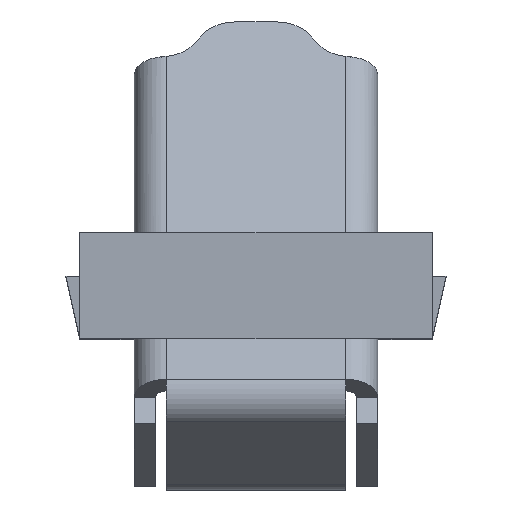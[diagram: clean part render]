
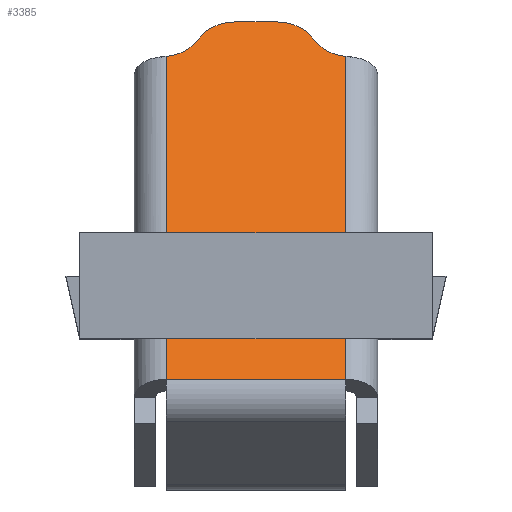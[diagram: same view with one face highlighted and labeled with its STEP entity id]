
A CAD part, top view. The second image highlights one B-rep face of the part: STEP entity #3385.
In plain terms, the highlighted face is planar.
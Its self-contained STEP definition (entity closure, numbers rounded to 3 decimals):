
#86=LINE('',#4923,#513);
#87=LINE('',#4924,#514);
#88=LINE('',#4926,#515);
#89=LINE('',#4931,#516);
#513=VECTOR('',#3970,1000.);
#514=VECTOR('',#3971,1000.);
#515=VECTOR('',#3972,1000.);
#516=VECTOR('',#3977,1000.);
#943=FACE_OUTER_BOUND('',#1125,.T.);
#1125=EDGE_LOOP('',(#2242,#2243,#2244,#2245,#2246,#2247,#2248,#2249));
#1317=CIRCLE('',#3678,4.);
#1318=CIRCLE('',#3679,4.);
#1319=CIRCLE('',#3680,4.);
#1320=CIRCLE('',#3681,4.);
#1392=VERTEX_POINT('',#4908);
#1396=VERTEX_POINT('',#4917);
#1397=VERTEX_POINT('',#4918);
#1398=VERTEX_POINT('',#4920);
#1399=VERTEX_POINT('',#4922);
#1400=VERTEX_POINT('',#4925);
#1401=VERTEX_POINT('',#4927);
#1402=VERTEX_POINT('',#4929);
#1728=EDGE_CURVE('',#1396,#1397,#1317,.T.);
#1729=EDGE_CURVE('',#1398,#1397,#1318,.T.);
#1730=EDGE_CURVE('',#1399,#1398,#86,.T.);
#1731=EDGE_CURVE('',#1399,#1392,#87,.T.);
#1732=EDGE_CURVE('',#1392,#1400,#88,.T.);
#1733=EDGE_CURVE('',#1401,#1400,#1319,.T.);
#1734=EDGE_CURVE('',#1401,#1402,#1320,.T.);
#1735=EDGE_CURVE('',#1396,#1402,#89,.T.);
#2242=ORIENTED_EDGE('',*,*,#1728,.T.);
#2243=ORIENTED_EDGE('',*,*,#1729,.F.);
#2244=ORIENTED_EDGE('',*,*,#1730,.F.);
#2245=ORIENTED_EDGE('',*,*,#1731,.T.);
#2246=ORIENTED_EDGE('',*,*,#1732,.T.);
#2247=ORIENTED_EDGE('',*,*,#1733,.F.);
#2248=ORIENTED_EDGE('',*,*,#1734,.T.);
#2249=ORIENTED_EDGE('',*,*,#1735,.F.);
#3237=PLANE('',#3677);
#3385=ADVANCED_FACE('',(#943),#3237,.F.);
#3677=AXIS2_PLACEMENT_3D('',#4916,#3964,#3965);
#3678=AXIS2_PLACEMENT_3D('',#4919,#3966,#3967);
#3679=AXIS2_PLACEMENT_3D('',#4921,#3968,#3969);
#3680=AXIS2_PLACEMENT_3D('',#4928,#3973,#3974);
#3681=AXIS2_PLACEMENT_3D('',#4930,#3975,#3976);
#3964=DIRECTION('center_axis',(0.,-1.,0.));
#3965=DIRECTION('ref_axis',(0.,0.,-1.));
#3966=DIRECTION('center_axis',(0.,1.,0.));
#3967=DIRECTION('ref_axis',(1.,0.,0.));
#3968=DIRECTION('center_axis',(0.,1.,0.));
#3969=DIRECTION('ref_axis',(1.,0.,0.));
#3970=DIRECTION('',(-1.,0.,0.));
#3971=DIRECTION('',(0.,0.,-1.));
#3972=DIRECTION('',(-1.,0.,0.));
#3973=DIRECTION('center_axis',(0.,1.,0.));
#3974=DIRECTION('ref_axis',(1.,0.,0.));
#3975=DIRECTION('center_axis',(0.,1.,0.));
#3976=DIRECTION('ref_axis',(1.,0.,0.));
#3977=DIRECTION('',(0.,0.,-1.));
#4908=CARTESIAN_POINT('',(41.25,0.,-8.5));
#4916=CARTESIAN_POINT('Origin',(41.25,0.,11.5));
#4917=CARTESIAN_POINT('',(0.,0.,2.));
#4918=CARTESIAN_POINT('',(1.997,0.,5.462));
#4919=CARTESIAN_POINT('Origin',(4.,0.,2.));
#4920=CARTESIAN_POINT('',(3.977,0.,8.5));
#4921=CARTESIAN_POINT('Origin',(0.,0.,8.928));
#4922=CARTESIAN_POINT('',(41.25,0.,8.5));
#4923=CARTESIAN_POINT('',(60.,0.,8.5));
#4924=CARTESIAN_POINT('',(41.25,0.,11.5));
#4925=CARTESIAN_POINT('',(3.977,0.,-8.5));
#4926=CARTESIAN_POINT('',(60.,0.,-8.5));
#4927=CARTESIAN_POINT('',(1.997,0.,-5.462));
#4928=CARTESIAN_POINT('Origin',(0.,0.,-8.928));
#4929=CARTESIAN_POINT('',(0.,0.,-2.));
#4930=CARTESIAN_POINT('Origin',(4.,0.,-2.));
#4931=CARTESIAN_POINT('',(0.,0.,11.5));
